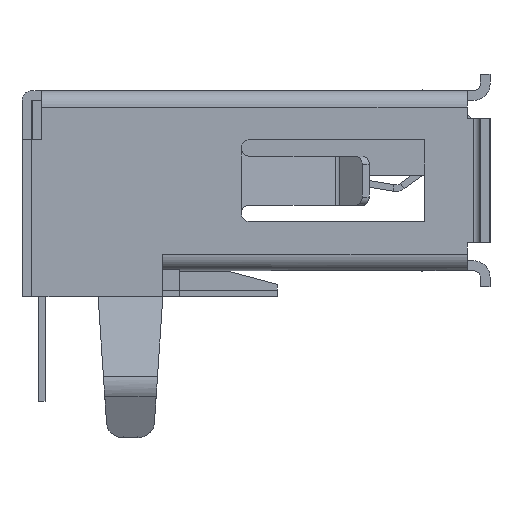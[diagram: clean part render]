
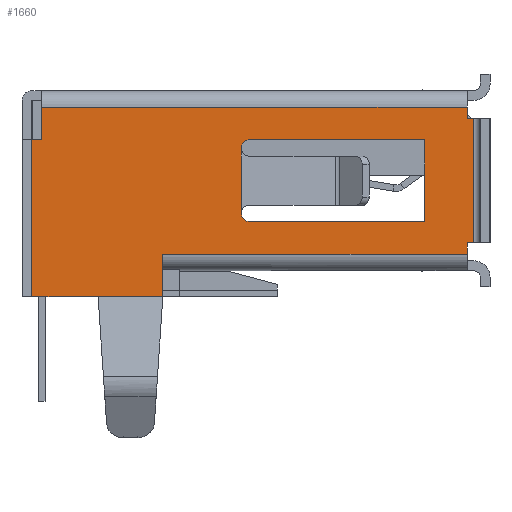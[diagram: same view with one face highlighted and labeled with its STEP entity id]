
A CAD part, left-side view. The second image highlights one B-rep face of the part: STEP entity #1660.
In plain terms, the highlighted planar face has unit normal (-1, 0, 0).
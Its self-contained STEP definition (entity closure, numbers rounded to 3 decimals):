
#1660 = ADVANCED_FACE('',(#1661,#1713),#1819,.F.);
#1661 = FACE_BOUND('',#1662,.T.);
#1662 = EDGE_LOOP('',(#1663,#1673,#1681,#1690,#1698,#1707));
#1663 = ORIENTED_EDGE('',*,*,#1664,.T.);
#1664 = EDGE_CURVE('',#1665,#1667,#1669,.T.);
#1665 = VERTEX_POINT('',#1666);
#1666 = CARTESIAN_POINT('',(-6.587,-10.432,
    4.805));
#1667 = VERTEX_POINT('',#1668);
#1668 = CARTESIAN_POINT('',(-6.587,-10.432,
    2.305));
#1669 = LINE('',#1670,#1671);
#1670 = CARTESIAN_POINT('',(-6.587,-10.432,
    4.805));
#1671 = VECTOR('',#1672,1.);
#1672 = DIRECTION('',(0.,0.,-1.));
#1673 = ORIENTED_EDGE('',*,*,#1674,.T.);
#1674 = EDGE_CURVE('',#1667,#1675,#1677,.T.);
#1675 = VERTEX_POINT('',#1676);
#1676 = CARTESIAN_POINT('',(-6.587,-5.082,
    2.305));
#1677 = LINE('',#1678,#1679);
#1678 = CARTESIAN_POINT('',(-6.587,-4.832,
    2.305));
#1679 = VECTOR('',#1680,1.);
#1680 = DIRECTION('',(0.,1.,0.));
#1681 = ORIENTED_EDGE('',*,*,#1682,.T.);
#1682 = EDGE_CURVE('',#1675,#1683,#1685,.T.);
#1683 = VERTEX_POINT('',#1684);
#1684 = CARTESIAN_POINT('',(-6.587,-4.832,
    2.555));
#1685 = CIRCLE('',#1686,0.25);
#1686 = AXIS2_PLACEMENT_3D('',#1687,#1688,#1689);
#1687 = CARTESIAN_POINT('',(-6.587,-5.082,
    2.555));
#1688 = DIRECTION('',(1.,-0.,0.));
#1689 = DIRECTION('',(0.,0.,-1.));
#1690 = ORIENTED_EDGE('',*,*,#1691,.T.);
#1691 = EDGE_CURVE('',#1683,#1692,#1694,.T.);
#1692 = VERTEX_POINT('',#1693);
#1693 = CARTESIAN_POINT('',(-6.587,-4.832,
    4.555));
#1694 = LINE('',#1695,#1696);
#1695 = CARTESIAN_POINT('',(-6.587,-4.832,4.305
    ));
#1696 = VECTOR('',#1697,1.);
#1697 = DIRECTION('',(0.,0.,1.));
#1698 = ORIENTED_EDGE('',*,*,#1699,.T.);
#1699 = EDGE_CURVE('',#1692,#1700,#1702,.T.);
#1700 = VERTEX_POINT('',#1701);
#1701 = CARTESIAN_POINT('',(-6.587,-5.082,
    4.805));
#1702 = CIRCLE('',#1703,0.25);
#1703 = AXIS2_PLACEMENT_3D('',#1704,#1705,#1706);
#1704 = CARTESIAN_POINT('',(-6.587,-5.082,
    4.555));
#1705 = DIRECTION('',(1.,-0.,0.));
#1706 = DIRECTION('',(0.,0.,-1.));
#1707 = ORIENTED_EDGE('',*,*,#1708,.T.);
#1708 = EDGE_CURVE('',#1700,#1665,#1709,.T.);
#1709 = LINE('',#1710,#1711);
#1710 = CARTESIAN_POINT('',(-6.587,-4.832,
    4.805));
#1711 = VECTOR('',#1712,1.);
#1712 = DIRECTION('',(-0.,-1.,0.));
#1713 = FACE_BOUND('',#1714,.T.);
#1714 = EDGE_LOOP('',(#1715,#1725,#1733,#1741,#1749,#1757,#1765,#1773,
    #1781,#1789,#1797,#1805,#1813));
#1715 = ORIENTED_EDGE('',*,*,#1716,.T.);
#1716 = EDGE_CURVE('',#1717,#1719,#1721,.T.);
#1717 = VERTEX_POINT('',#1718);
#1718 = CARTESIAN_POINT('',(-6.587,-11.732,
    1.655));
#1719 = VERTEX_POINT('',#1720);
#1720 = CARTESIAN_POINT('',(-6.587,-11.932,
    1.655));
#1721 = LINE('',#1722,#1723);
#1722 = CARTESIAN_POINT('',(-6.587,-12.432,
    1.655));
#1723 = VECTOR('',#1724,1.);
#1724 = DIRECTION('',(0.,-1.,0.));
#1725 = ORIENTED_EDGE('',*,*,#1726,.T.);
#1726 = EDGE_CURVE('',#1719,#1727,#1729,.T.);
#1727 = VERTEX_POINT('',#1728);
#1728 = CARTESIAN_POINT('',(-6.587,-11.932,
    5.455));
#1729 = LINE('',#1730,#1731);
#1730 = CARTESIAN_POINT('',(-6.587,-11.932,
    5.455));
#1731 = VECTOR('',#1732,1.);
#1732 = DIRECTION('',(0.,0.,1.));
#1733 = ORIENTED_EDGE('',*,*,#1734,.T.);
#1734 = EDGE_CURVE('',#1727,#1735,#1737,.T.);
#1735 = VERTEX_POINT('',#1736);
#1736 = CARTESIAN_POINT('',(-6.587,-11.732,
    5.455));
#1737 = LINE('',#1738,#1739);
#1738 = CARTESIAN_POINT('',(-6.587,-12.432,
    5.455));
#1739 = VECTOR('',#1740,1.);
#1740 = DIRECTION('',(0.,1.,0.));
#1741 = ORIENTED_EDGE('',*,*,#1742,.T.);
#1742 = EDGE_CURVE('',#1735,#1743,#1745,.T.);
#1743 = VERTEX_POINT('',#1744);
#1744 = CARTESIAN_POINT('',(-6.587,-11.732,
    5.805));
#1745 = LINE('',#1746,#1747);
#1746 = CARTESIAN_POINT('',(-6.587,-11.732,6.305
    ));
#1747 = VECTOR('',#1748,1.);
#1748 = DIRECTION('',(0.,0.,1.));
#1749 = ORIENTED_EDGE('',*,*,#1750,.T.);
#1750 = EDGE_CURVE('',#1743,#1751,#1753,.T.);
#1751 = VERTEX_POINT('',#1752);
#1752 = CARTESIAN_POINT('',(-6.587,1.273,
    5.805));
#1753 = LINE('',#1754,#1755);
#1754 = CARTESIAN_POINT('',(-6.587,-12.432,
    5.805));
#1755 = VECTOR('',#1756,1.);
#1756 = DIRECTION('',(0.,1.,0.));
#1757 = ORIENTED_EDGE('',*,*,#1758,.T.);
#1758 = EDGE_CURVE('',#1751,#1759,#1761,.T.);
#1759 = VERTEX_POINT('',#1760);
#1760 = CARTESIAN_POINT('',(-6.587,1.273,
    4.805));
#1761 = LINE('',#1762,#1763);
#1762 = CARTESIAN_POINT('',(-6.587,1.273,6.305)
  );
#1763 = VECTOR('',#1764,1.);
#1764 = DIRECTION('',(0.,0.,-1.));
#1765 = ORIENTED_EDGE('',*,*,#1766,.T.);
#1766 = EDGE_CURVE('',#1759,#1767,#1769,.T.);
#1767 = VERTEX_POINT('',#1768);
#1768 = CARTESIAN_POINT('',(-6.587,1.568,
    4.805));
#1769 = LINE('',#1770,#1771);
#1770 = CARTESIAN_POINT('',(-6.587,-12.432,
    4.805));
#1771 = VECTOR('',#1772,1.);
#1772 = DIRECTION('',(0.,1.,0.));
#1773 = ORIENTED_EDGE('',*,*,#1774,.T.);
#1774 = EDGE_CURVE('',#1767,#1775,#1777,.T.);
#1775 = VERTEX_POINT('',#1776);
#1776 = CARTESIAN_POINT('',(-6.587,1.568,
    0.005));
#1777 = LINE('',#1778,#1779);
#1778 = CARTESIAN_POINT('',(-6.587,1.568,6.305)
  );
#1779 = VECTOR('',#1780,1.);
#1780 = DIRECTION('',(-0.,-0.,-1.));
#1781 = ORIENTED_EDGE('',*,*,#1782,.T.);
#1782 = EDGE_CURVE('',#1775,#1783,#1785,.T.);
#1783 = VERTEX_POINT('',#1784);
#1784 = CARTESIAN_POINT('',(-6.587,-0.452,
    0.005));
#1785 = LINE('',#1786,#1787);
#1786 = CARTESIAN_POINT('',(-6.587,1.568,
    0.005));
#1787 = VECTOR('',#1788,1.);
#1788 = DIRECTION('',(0.,-1.,0.));
#1789 = ORIENTED_EDGE('',*,*,#1790,.T.);
#1790 = EDGE_CURVE('',#1783,#1791,#1793,.T.);
#1791 = VERTEX_POINT('',#1792);
#1792 = CARTESIAN_POINT('',(-6.587,-2.432,
    0.005));
#1793 = LINE('',#1794,#1795);
#1794 = CARTESIAN_POINT('',(-6.587,-0.452,
    0.005));
#1795 = VECTOR('',#1796,1.);
#1796 = DIRECTION('',(0.,-1.,0.));
#1797 = ORIENTED_EDGE('',*,*,#1798,.T.);
#1798 = EDGE_CURVE('',#1791,#1799,#1801,.T.);
#1799 = VERTEX_POINT('',#1800);
#1800 = CARTESIAN_POINT('',(-6.587,-2.432,
    1.305));
#1801 = LINE('',#1802,#1803);
#1802 = CARTESIAN_POINT('',(-6.587,-2.432,
    0.005));
#1803 = VECTOR('',#1804,1.);
#1804 = DIRECTION('',(0.,0.,1.));
#1805 = ORIENTED_EDGE('',*,*,#1806,.T.);
#1806 = EDGE_CURVE('',#1799,#1807,#1809,.T.);
#1807 = VERTEX_POINT('',#1808);
#1808 = CARTESIAN_POINT('',(-6.587,-11.732,
    1.305));
#1809 = LINE('',#1810,#1811);
#1810 = CARTESIAN_POINT('',(-6.587,-11.732,
    1.305));
#1811 = VECTOR('',#1812,1.);
#1812 = DIRECTION('',(0.,-1.,0.));
#1813 = ORIENTED_EDGE('',*,*,#1814,.F.);
#1814 = EDGE_CURVE('',#1717,#1807,#1815,.T.);
#1815 = LINE('',#1816,#1817);
#1816 = CARTESIAN_POINT('',(-6.587,-11.732,6.305
    ));
#1817 = VECTOR('',#1818,1.);
#1818 = DIRECTION('',(0.,0.,-1.));
#1819 = PLANE('',#1820);
#1820 = AXIS2_PLACEMENT_3D('',#1821,#1822,#1823);
#1821 = CARTESIAN_POINT('',(-6.587,-12.432,6.305)
  );
#1822 = DIRECTION('',(1.,0.,0.));
#1823 = DIRECTION('',(0.,0.,-1.));
